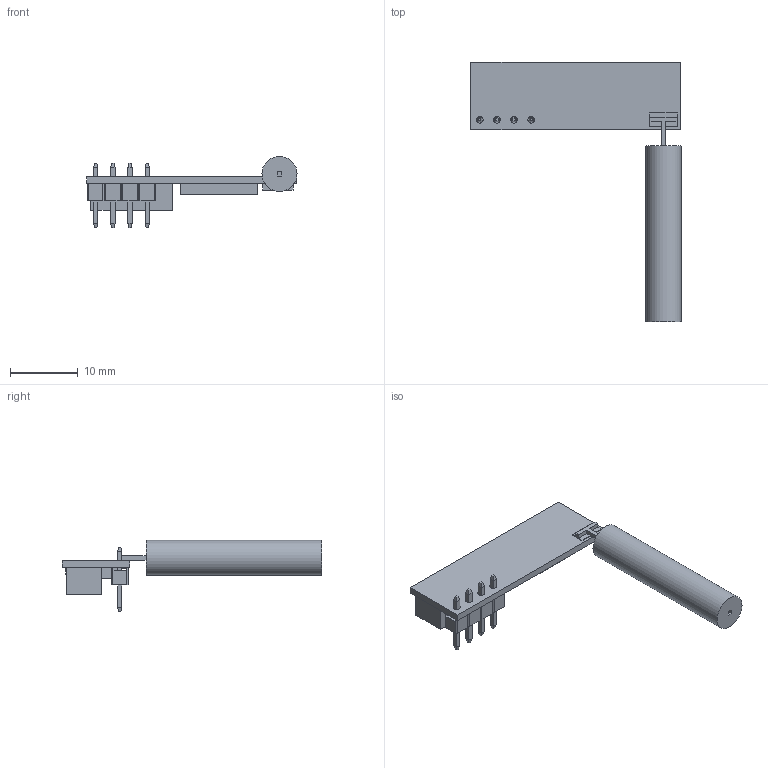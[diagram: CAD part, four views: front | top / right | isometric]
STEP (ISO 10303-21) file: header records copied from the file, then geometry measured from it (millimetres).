
FILE_DESCRIPTION(/* description */ (''),/* implementation_level */ '2;1');
FILE_NAME(/* name */ 'RX470C-V1 v6.step',/* time_stamp */ '2023-04-26T14:29:07+02:00',/* author */ (''),/* organization */ (''),/* preprocessor_version */ 'ST-DEVELOPER v19.2',/* originating_system */ 'Autodesk Translation Framework v12.4.0.73',/* authorisation */ '');
FILE_SCHEMA (('AUTOMOTIVE_DESIGN { 1 0 10303 214 3 1 1 }'));
Length unit declared in the file: millimetre
Products named in the file (7): RX470C-V1; BG030-04-A-0400-0300-N-G; BG030-04-A-0400-0300-N-G_P; BG030-04-A-0400-0300-N-G_H; Platine; BauteilePlatine; Antenne
Assembly tree (9 placements, depth 3):
  RX470C-V1
    BG030-04-A-0400-0300-N-G
      BG030-04-A-0400-0300-N-G_P  x4
      BG030-04-A-0400-0300-N-G_H
    Platine
    BauteilePlatine
    Antenne
Bounding box: 31.1 x 38.39 x 10.55 mm (x, y, z)
Volume: 1325 mm3; surface area: 2076.8 mm2
Topology: 12 solids, 12 shells, 161 faces, 377 edges, 240 vertices
Faces by surface type: plane 156, cylinder 5
Full cylindrical faces by diameter (mm): 1 x4, 5.2 x1
Entity records: 3731 total; most frequent: CARTESIAN_POINT 621, ORIENTED_EDGE 586, DIRECTION 575, EDGE_CURVE 293, LINE 283, VECTOR 283, VERTEX_POINT 192, AXIS2_PLACEMENT_3D 146
